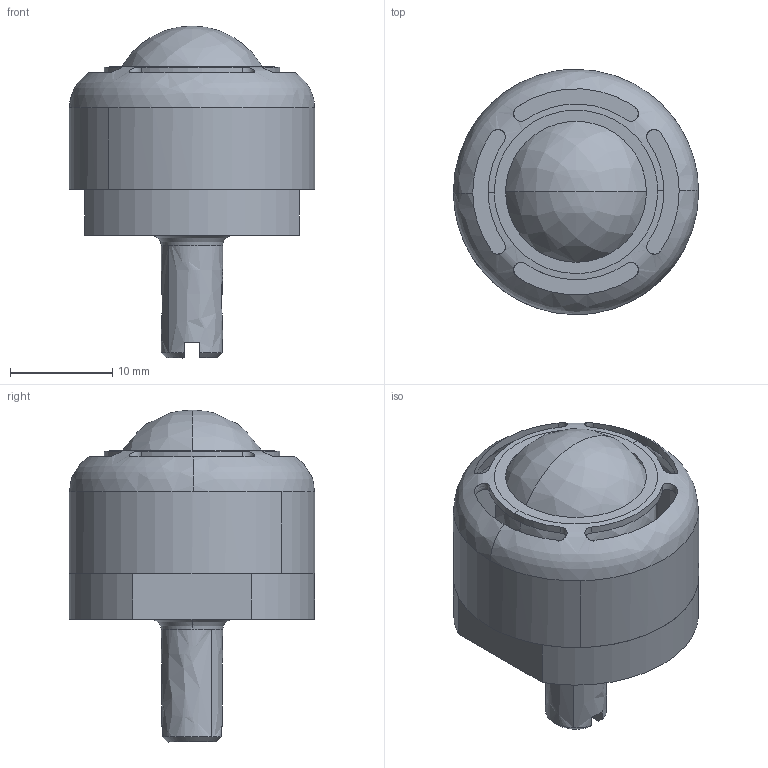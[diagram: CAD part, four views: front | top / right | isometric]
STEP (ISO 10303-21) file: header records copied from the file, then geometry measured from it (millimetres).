
FILE_DESCRIPTION((''),'2;1');
FILE_NAME('','2011-04-26T16:48:54',(''),(''),'','CADfix','');
FILE_SCHEMA(('AUTOMOTIVE_DESIGN { 1 0 10303 214 1 1 1 1 }'));
Length unit declared in the file: millimetre
Bounding box: 24 x 24 x 32.5 mm (x, y, z)
Volume: 5003.1 mm3; surface area: 4235 mm2
Topology: 3 solids, 3 shells, 48 faces, 180 edges, 136 vertices
Faces by surface type: bspline 48
Entity records: 3615 total; most frequent: CARTESIAN_POINT 2539, ORIENTED_EDGE 360, EDGE_CURVE 180, VERTEX_POINT 136, B_SPLINE_CURVE_WITH_KNOTS 124, QUASI_UNIFORM_CURVE 56, EDGE_LOOP 56, FACE_OUTER_BOUND 48
